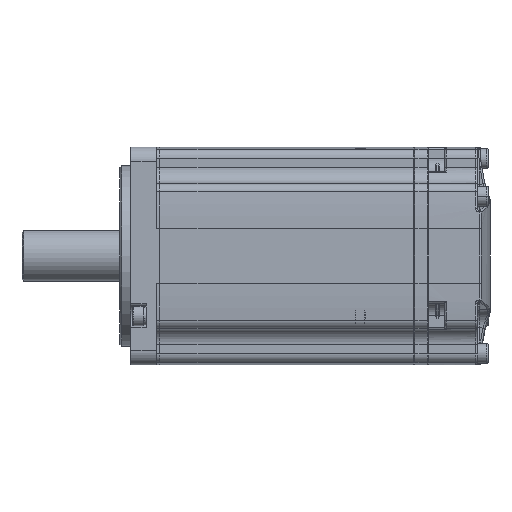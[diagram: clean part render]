
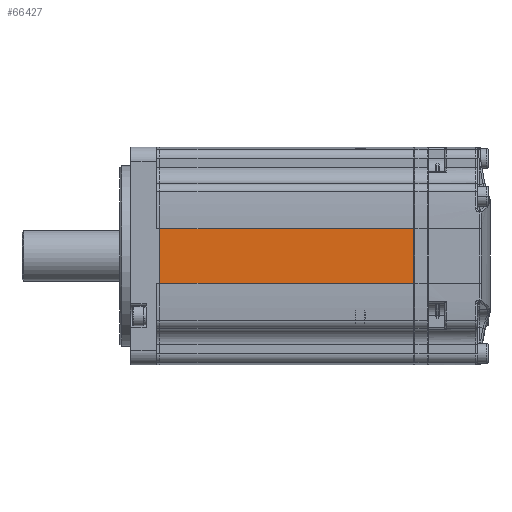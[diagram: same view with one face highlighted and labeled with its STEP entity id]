
A CAD part, front view. The second image highlights one B-rep face of the part: STEP entity #66427.
In plain terms, the highlighted planar face has unit normal (0, -1, 0).
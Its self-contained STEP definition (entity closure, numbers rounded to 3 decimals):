
#436 = CARTESIAN_POINT ( 'NONE',  ( 23.624, 15.781, 33.045 ) ) ;
#2517 = DIRECTION ( 'NONE',  ( -1., 0., 0. ) ) ;
#3491 = VECTOR ( 'NONE', #6505, 1000. ) ;
#4450 = AXIS2_PLACEMENT_3D ( 'NONE', #48997, #42123, #15994 ) ;
#5306 = CARTESIAN_POINT ( 'NONE',  ( 23.624, 15.781, 48.045 ) ) ;
#6505 = DIRECTION ( 'NONE',  ( 0., 0., -1. ) ) ;
#7599 = VECTOR ( 'NONE', #23278, 1000. ) ;
#9554 = ORIENTED_EDGE ( 'NONE', *, *, #42680, .T. ) ;
#10136 = CARTESIAN_POINT ( 'NONE',  ( 23.624, 15.781, 48.045 ) ) ;
#10900 = VECTOR ( 'NONE', #82219, 1000. ) ;
#15610 = EDGE_LOOP ( 'NONE', ( #19504, #50762, #59401, #9554 ) ) ;
#15802 = EDGE_CURVE ( 'NONE', #35160, #74663, #77255, .T. ) ;
#15994 = DIRECTION ( 'NONE',  ( 0., 0., 1. ) ) ;
#16606 = LINE ( 'NONE', #61010, #69939 ) ;
#19504 = ORIENTED_EDGE ( 'NONE', *, *, #48969, .T. ) ;
#23278 = DIRECTION ( 'NONE',  ( -1., 0., 0. ) ) ;
#26535 = CARTESIAN_POINT ( 'NONE',  ( 93.624, 15.781, 33.045 ) ) ;
#35160 = VERTEX_POINT ( 'NONE', #26535 ) ;
#35513 = LINE ( 'NONE', #10136, #10900 ) ;
#35563 = PLANE ( 'NONE',  #4450 ) ;
#42123 = DIRECTION ( 'NONE',  ( 0., 1., 0. ) ) ;
#42680 = EDGE_CURVE ( 'NONE', #74578, #46278, #16606, .T. ) ;
#46278 = VERTEX_POINT ( 'NONE', #5306 ) ;
#48969 = EDGE_CURVE ( 'NONE', #46278, #74663, #35513, .T. ) ;
#48997 = CARTESIAN_POINT ( 'NONE',  ( 93.624, 15.781, 48.045 ) ) ;
#50762 = ORIENTED_EDGE ( 'NONE', *, *, #15802, .F. ) ;
#52765 = LINE ( 'NONE', #83458, #3491 ) ;
#57266 = CARTESIAN_POINT ( 'NONE',  ( 93.624, 15.781, 48.045 ) ) ;
#57698 = EDGE_CURVE ( 'NONE', #74578, #35160, #52765, .T. ) ;
#59401 = ORIENTED_EDGE ( 'NONE', *, *, #57698, .F. ) ;
#61010 = CARTESIAN_POINT ( 'NONE',  ( 93.624, 15.781, 48.045 ) ) ;
#62519 = CARTESIAN_POINT ( 'NONE',  ( 93.624, 15.781, 33.045 ) ) ;
#66427 = ADVANCED_FACE ( 'NONE', ( #75112 ), #35563, .F. ) ;
#69939 = VECTOR ( 'NONE', #2517, 1000. ) ;
#74578 = VERTEX_POINT ( 'NONE', #57266 ) ;
#74663 = VERTEX_POINT ( 'NONE', #436 ) ;
#75112 = FACE_OUTER_BOUND ( 'NONE', #15610, .T. ) ;
#77255 = LINE ( 'NONE', #62519, #7599 ) ;
#82219 = DIRECTION ( 'NONE',  ( 0., 0., -1. ) ) ;
#83458 = CARTESIAN_POINT ( 'NONE',  ( 93.624, 15.781, 48.045 ) ) ;
